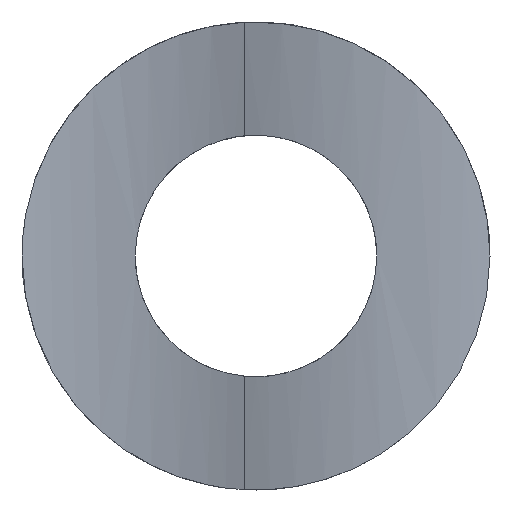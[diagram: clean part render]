
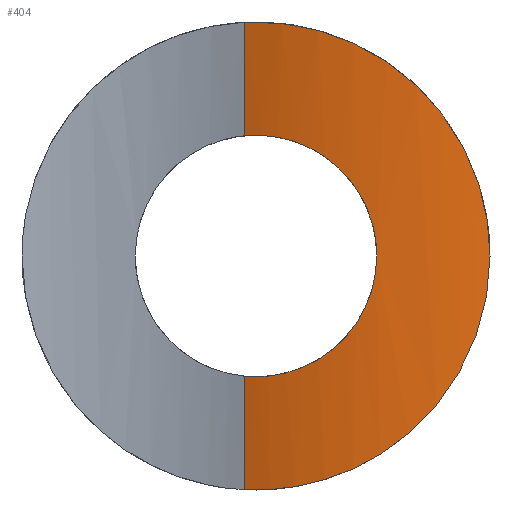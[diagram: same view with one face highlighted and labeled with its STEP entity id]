
A CAD part, front view. The second image highlights one B-rep face of the part: STEP entity #404.
In plain terms, the highlighted cylindrical face has radius 6.6 mm (diameter 13.2 mm), a partial arc.
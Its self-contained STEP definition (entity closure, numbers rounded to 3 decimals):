
#143=CARTESIAN_POINT('',(-0.157,-0.368,
4.692));
#145=CARTESIAN_POINT('',(-0.157,-0.368,
1.508));
#169=CARTESIAN_POINT('',(-0.157,-0.368,
0.004));
#171=CARTESIAN_POINT('',(-0.157,-0.368,
6.196));
#189=CARTESIAN_POINT('',(-0.157,-0.368,
4.692));
#190=CARTESIAN_POINT('',(-0.055,-0.412,
4.702));
#191=CARTESIAN_POINT('',(0.147,-0.492,
4.703));
#192=CARTESIAN_POINT('',(0.441,-0.592,
4.648));
#193=CARTESIAN_POINT('',(0.716,-0.673,
4.541));
#194=CARTESIAN_POINT('',(0.966,-0.735,
4.387));
#195=CARTESIAN_POINT('',(1.185,-0.781,4.189));
#196=CARTESIAN_POINT('',(1.365,-0.813,3.953));
#197=CARTESIAN_POINT('',(1.499,-0.833,3.686));
#198=CARTESIAN_POINT('',(1.581,-0.844,3.398));
#199=CARTESIAN_POINT('',(1.6,-0.846,3.201));
#200=CARTESIAN_POINT('',(1.6,-0.846,3.1));
#202=DIRECTION('',(0.,0.,1.));
#203=VECTOR('',#202,1.504);
#204=CARTESIAN_POINT('',(-0.157,-0.368,
4.692));
#205=LINE('',#204,#203);
#206=CARTESIAN_POINT('',(-0.157,-0.368,
6.196));
#207=CARTESIAN_POINT('',(-0.008,-0.432,
6.204));
#208=CARTESIAN_POINT('',(0.289,-0.546,
6.197));
#209=CARTESIAN_POINT('',(0.722,-0.678,
6.125));
#210=CARTESIAN_POINT('',(1.14,-0.775,5.994));
#211=CARTESIAN_POINT('',(1.54,-0.842,5.803));
#212=CARTESIAN_POINT('',(1.915,-0.882,5.552));
#213=CARTESIAN_POINT('',(2.256,-0.9,5.243));
#214=CARTESIAN_POINT('',(2.552,-0.901,4.881));
#215=CARTESIAN_POINT('',(2.793,-0.892,4.473));
#216=CARTESIAN_POINT('',(2.969,-0.879,4.033));
#217=CARTESIAN_POINT('',(3.076,-0.869,3.571));
#218=CARTESIAN_POINT('',(3.1,-0.867,3.258));
#219=CARTESIAN_POINT('',(3.1,-0.867,3.1));
#221=CARTESIAN_POINT('',(3.1,-0.867,3.1));
#222=CARTESIAN_POINT('',(3.1,-0.867,2.942));
#223=CARTESIAN_POINT('',(3.076,-0.869,2.629));
#224=CARTESIAN_POINT('',(2.969,-0.879,2.167));
#225=CARTESIAN_POINT('',(2.793,-0.892,1.727));
#226=CARTESIAN_POINT('',(2.552,-0.901,1.319));
#227=CARTESIAN_POINT('',(2.256,-0.9,
0.957));
#228=CARTESIAN_POINT('',(1.915,-0.882,
0.648));
#229=CARTESIAN_POINT('',(1.54,-0.842,
0.397));
#230=CARTESIAN_POINT('',(1.14,-0.775,
0.206));
#231=CARTESIAN_POINT('',(0.722,-0.678,
0.075));
#232=CARTESIAN_POINT('',(0.289,-0.546,
0.003));
#233=CARTESIAN_POINT('',(-0.008,-0.432,
-0.004));
#234=CARTESIAN_POINT('',(-0.157,-0.368,
0.004));
#236=DIRECTION('',(0.,0.,1.));
#237=VECTOR('',#236,1.504);
#238=CARTESIAN_POINT('',(-0.157,-0.368,
0.004));
#239=LINE('',#238,#237);
#240=CARTESIAN_POINT('',(1.6,-0.846,3.1));
#241=CARTESIAN_POINT('',(1.6,-0.846,2.999));
#242=CARTESIAN_POINT('',(1.581,-0.844,2.802));
#243=CARTESIAN_POINT('',(1.499,-0.833,2.514));
#244=CARTESIAN_POINT('',(1.365,-0.813,2.247));
#245=CARTESIAN_POINT('',(1.185,-0.781,2.011));
#246=CARTESIAN_POINT('',(0.966,-0.735,
1.813));
#247=CARTESIAN_POINT('',(0.716,-0.673,
1.659));
#248=CARTESIAN_POINT('',(0.441,-0.592,
1.552));
#249=CARTESIAN_POINT('',(0.147,-0.492,
1.497));
#250=CARTESIAN_POINT('',(-0.055,-0.412,
1.498));
#251=CARTESIAN_POINT('',(-0.157,-0.368,
1.508));
#258=VERTEX_POINT('',#169);
#259=VERTEX_POINT('',#171);
#260=VERTEX_POINT('',#221);
#266=VERTEX_POINT('',#143);
#267=VERTEX_POINT('',#145);
#268=VERTEX_POINT('',#200);
#391=CARTESIAN_POINT('',(2.439,5.7,0.));
#392=DIRECTION('',(0.,0.,1.));
#393=DIRECTION('',(1.,0.,0.));
#394=AXIS2_PLACEMENT_3D('',#391,#392,#393);
#395=CYLINDRICAL_SURFACE('',#394,6.6);
#396=ORIENTED_EDGE('',*,*,#301,.F.);
#397=ORIENTED_EDGE('',*,*,#371,.T.);
#398=ORIENTED_EDGE('',*,*,#333,.T.);
#399=ORIENTED_EDGE('',*,*,#353,.T.);
#400=ORIENTED_EDGE('',*,*,#367,.T.);
#401=ORIENTED_EDGE('',*,*,#383,.F.);
#402=EDGE_LOOP('',(#396,#397,#398,#399,#400,#401));
#403=FACE_OUTER_BOUND('',#402,.F.);
#404=ADVANCED_FACE('',(#403),#395,.T.);
#201=B_SPLINE_CURVE_WITH_KNOTS('',3,(#189,#190,#191,#192,#193,#194,#195,#196,
#197,#198,#199,#200),.UNSPECIFIED.,.F.,.F.,(4,1,1,1,1,1,1,1,1,4),(0.,
0.111,0.222,0.333,0.444,
0.556,0.667,0.778,0.889,1.),
.UNSPECIFIED.);
#220=B_SPLINE_CURVE_WITH_KNOTS('',3,(#206,#207,#208,#209,#210,#211,#212,#213,
#214,#215,#216,#217,#218,#219),.UNSPECIFIED.,.F.,.F.,(4,1,1,1,1,1,1,1,1,1,1,4),(
0.,0.091,0.182,0.273,0.364,
0.455,0.545,0.636,0.727,
0.818,0.909,1.),.UNSPECIFIED.);
#235=B_SPLINE_CURVE_WITH_KNOTS('',3,(#221,#222,#223,#224,#225,#226,#227,#228,
#229,#230,#231,#232,#233,#234),.UNSPECIFIED.,.F.,.F.,(4,1,1,1,1,1,1,1,1,1,1,4),(
0.,0.091,0.182,0.273,0.364,
0.455,0.545,0.636,0.727,
0.818,0.909,1.),.UNSPECIFIED.);
#252=B_SPLINE_CURVE_WITH_KNOTS('',3,(#240,#241,#242,#243,#244,#245,#246,#247,
#248,#249,#250,#251),.UNSPECIFIED.,.F.,.F.,(4,1,1,1,1,1,1,1,1,4),(0.,
0.111,0.222,0.333,0.444,
0.556,0.667,0.778,0.889,1.),
.UNSPECIFIED.);
#301=EDGE_CURVE('',#266,#268,#201,.T.);
#333=EDGE_CURVE('',#259,#260,#220,.T.);
#353=EDGE_CURVE('',#260,#258,#235,.T.);
#367=EDGE_CURVE('',#258,#267,#239,.T.);
#371=EDGE_CURVE('',#266,#259,#205,.T.);
#383=EDGE_CURVE('',#268,#267,#252,.T.);
